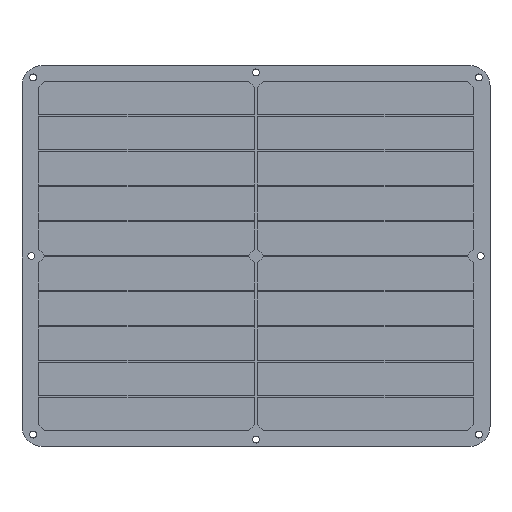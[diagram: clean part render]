
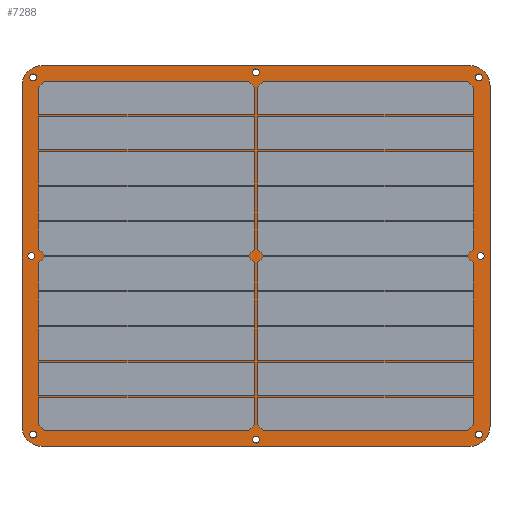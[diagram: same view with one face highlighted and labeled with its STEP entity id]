
A CAD part, top view. The second image highlights one B-rep face of the part: STEP entity #7288.
In plain terms, the highlighted planar face has unit normal (0, 0, 1).
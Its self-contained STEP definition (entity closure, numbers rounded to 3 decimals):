
#608=FACE_BOUND('',#1405,.T.);
#609=FACE_BOUND('',#1406,.T.);
#610=FACE_BOUND('',#1407,.T.);
#611=FACE_BOUND('',#1408,.T.);
#612=FACE_BOUND('',#1409,.T.);
#613=FACE_BOUND('',#1410,.T.);
#614=FACE_BOUND('',#1411,.T.);
#615=FACE_BOUND('',#1412,.T.);
#665=PLANE('',#7955);
#943=FACE_OUTER_BOUND('',#1404,.T.);
#1404=EDGE_LOOP('',(#5178,#5179,#5180,#5181,#5182,#5183,#5184,#5185));
#1405=EDGE_LOOP('',(#5186));
#1406=EDGE_LOOP('',(#5187));
#1407=EDGE_LOOP('',(#5188));
#1408=EDGE_LOOP('',(#5189));
#1409=EDGE_LOOP('',(#5190));
#1410=EDGE_LOOP('',(#5191));
#1411=EDGE_LOOP('',(#5192));
#1412=EDGE_LOOP('',(#5193));
#1912=LINE('',#11073,#2503);
#1916=LINE('',#11085,#2507);
#1920=LINE('',#11097,#2511);
#1924=LINE('',#11108,#2515);
#2503=VECTOR('',#8819,10.);
#2507=VECTOR('',#8831,10.);
#2511=VECTOR('',#8843,10.);
#2515=VECTOR('',#8855,10.);
#3085=CIRCLE('',#7917,2.);
#3087=CIRCLE('',#7920,2.);
#3089=CIRCLE('',#7923,2.);
#3091=CIRCLE('',#7926,2.);
#3093=CIRCLE('',#7929,2.);
#3095=CIRCLE('',#7932,2.);
#3097=CIRCLE('',#7935,2.);
#3099=CIRCLE('',#7938,2.);
#3100=CIRCLE('',#7940,11.7);
#3102=CIRCLE('',#7944,11.7);
#3104=CIRCLE('',#7948,11.7);
#3106=CIRCLE('',#7952,11.7);
#3451=VERTEX_POINT('',#11017);
#3453=VERTEX_POINT('',#11023);
#3455=VERTEX_POINT('',#11029);
#3457=VERTEX_POINT('',#11035);
#3459=VERTEX_POINT('',#11041);
#3461=VERTEX_POINT('',#11047);
#3463=VERTEX_POINT('',#11053);
#3465=VERTEX_POINT('',#11059);
#3466=VERTEX_POINT('',#11063);
#3467=VERTEX_POINT('',#11064);
#3470=VERTEX_POINT('',#11072);
#3472=VERTEX_POINT('',#11078);
#3474=VERTEX_POINT('',#11084);
#3476=VERTEX_POINT('',#11090);
#3478=VERTEX_POINT('',#11096);
#3480=VERTEX_POINT('',#11102);
#4097=EDGE_CURVE('',#3451,#3451,#3085,.T.);
#4100=EDGE_CURVE('',#3453,#3453,#3087,.T.);
#4103=EDGE_CURVE('',#3455,#3455,#3089,.T.);
#4106=EDGE_CURVE('',#3457,#3457,#3091,.T.);
#4109=EDGE_CURVE('',#3459,#3459,#3093,.T.);
#4112=EDGE_CURVE('',#3461,#3461,#3095,.T.);
#4115=EDGE_CURVE('',#3463,#3463,#3097,.T.);
#4118=EDGE_CURVE('',#3465,#3465,#3099,.T.);
#4119=EDGE_CURVE('',#3466,#3467,#3100,.T.);
#4123=EDGE_CURVE('',#3467,#3470,#1912,.T.);
#4126=EDGE_CURVE('',#3470,#3472,#3102,.T.);
#4129=EDGE_CURVE('',#3472,#3474,#1916,.T.);
#4132=EDGE_CURVE('',#3474,#3476,#3104,.T.);
#4135=EDGE_CURVE('',#3476,#3478,#1920,.T.);
#4138=EDGE_CURVE('',#3478,#3480,#3106,.T.);
#4141=EDGE_CURVE('',#3480,#3466,#1924,.T.);
#5178=ORIENTED_EDGE('',*,*,#4141,.T.);
#5179=ORIENTED_EDGE('',*,*,#4119,.T.);
#5180=ORIENTED_EDGE('',*,*,#4123,.T.);
#5181=ORIENTED_EDGE('',*,*,#4126,.T.);
#5182=ORIENTED_EDGE('',*,*,#4129,.T.);
#5183=ORIENTED_EDGE('',*,*,#4132,.T.);
#5184=ORIENTED_EDGE('',*,*,#4135,.T.);
#5185=ORIENTED_EDGE('',*,*,#4138,.T.);
#5186=ORIENTED_EDGE('',*,*,#4118,.T.);
#5187=ORIENTED_EDGE('',*,*,#4115,.T.);
#5188=ORIENTED_EDGE('',*,*,#4112,.T.);
#5189=ORIENTED_EDGE('',*,*,#4109,.T.);
#5190=ORIENTED_EDGE('',*,*,#4106,.T.);
#5191=ORIENTED_EDGE('',*,*,#4103,.T.);
#5192=ORIENTED_EDGE('',*,*,#4100,.T.);
#5193=ORIENTED_EDGE('',*,*,#4097,.T.);
#7288=ADVANCED_FACE('',(#943,#608,#609,#610,#611,#612,#613,#614,#615),#665,
 .T.);
#7917=AXIS2_PLACEMENT_3D('',#11019,#8758,#8759);
#7920=AXIS2_PLACEMENT_3D('',#11025,#8765,#8766);
#7923=AXIS2_PLACEMENT_3D('',#11031,#8772,#8773);
#7926=AXIS2_PLACEMENT_3D('',#11037,#8779,#8780);
#7929=AXIS2_PLACEMENT_3D('',#11043,#8786,#8787);
#7932=AXIS2_PLACEMENT_3D('',#11049,#8793,#8794);
#7935=AXIS2_PLACEMENT_3D('',#11055,#8800,#8801);
#7938=AXIS2_PLACEMENT_3D('',#11061,#8807,#8808);
#7940=AXIS2_PLACEMENT_3D('',#11065,#8811,#8812);
#7944=AXIS2_PLACEMENT_3D('',#11079,#8824,#8825);
#7948=AXIS2_PLACEMENT_3D('',#11091,#8836,#8837);
#7952=AXIS2_PLACEMENT_3D('',#11103,#8848,#8849);
#7955=AXIS2_PLACEMENT_3D('',#11110,#8857,#8858);
#8758=DIRECTION('center_axis',(0.,0.,-1.));
#8759=DIRECTION('ref_axis',(-1.,0.,0.));
#8765=DIRECTION('center_axis',(0.,0.,-1.));
#8766=DIRECTION('ref_axis',(-1.,0.,0.));
#8772=DIRECTION('center_axis',(0.,0.,-1.));
#8773=DIRECTION('ref_axis',(-1.,0.,0.));
#8779=DIRECTION('center_axis',(0.,0.,-1.));
#8780=DIRECTION('ref_axis',(-1.,0.,0.));
#8786=DIRECTION('center_axis',(0.,0.,-1.));
#8787=DIRECTION('ref_axis',(-1.,0.,0.));
#8793=DIRECTION('center_axis',(0.,0.,-1.));
#8794=DIRECTION('ref_axis',(-1.,0.,0.));
#8800=DIRECTION('center_axis',(0.,0.,-1.));
#8801=DIRECTION('ref_axis',(-1.,0.,0.));
#8807=DIRECTION('center_axis',(0.,0.,-1.));
#8808=DIRECTION('ref_axis',(-1.,0.,0.));
#8811=DIRECTION('center_axis',(0.,0.,1.));
#8812=DIRECTION('ref_axis',(1.,0.,0.));
#8819=DIRECTION('',(-1.,0.,0.));
#8824=DIRECTION('center_axis',(0.,0.,1.));
#8825=DIRECTION('ref_axis',(0.,1.,0.));
#8831=DIRECTION('',(0.,-1.,0.));
#8836=DIRECTION('center_axis',(0.,0.,1.));
#8837=DIRECTION('ref_axis',(-1.,0.,0.));
#8843=DIRECTION('',(1.,0.,0.));
#8848=DIRECTION('center_axis',(0.,0.,1.));
#8849=DIRECTION('ref_axis',(0.,-1.,0.));
#8855=DIRECTION('',(0.,1.,0.));
#8857=DIRECTION('center_axis',(0.,0.,1.));
#8858=DIRECTION('ref_axis',(1.,0.,0.));
#11017=CARTESIAN_POINT('',(131.35,-103.6,0.));
#11019=CARTESIAN_POINT('Origin',(129.35,-103.6,0.));
#11023=CARTESIAN_POINT('',(-127.35,-103.6,0.));
#11025=CARTESIAN_POINT('Origin',(-129.35,-103.6,0.));
#11029=CARTESIAN_POINT('',(131.35,103.6,0.));
#11031=CARTESIAN_POINT('Origin',(129.35,103.6,0.));
#11035=CARTESIAN_POINT('',(-127.35,103.6,0.));
#11037=CARTESIAN_POINT('Origin',(-129.35,103.6,0.));
#11041=CARTESIAN_POINT('',(-128.35,0.,0.));
#11043=CARTESIAN_POINT('Origin',(-130.35,0.,0.));
#11047=CARTESIAN_POINT('',(2.,106.5,0.));
#11049=CARTESIAN_POINT('Origin',(0.,106.5,0.));
#11053=CARTESIAN_POINT('',(2.,-106.5,0.));
#11055=CARTESIAN_POINT('Origin',(0.,-106.5,0.));
#11059=CARTESIAN_POINT('',(132.35,0.,0.));
#11061=CARTESIAN_POINT('Origin',(130.35,0.,0.));
#11063=CARTESIAN_POINT('',(135.75,98.8,0.));
#11064=CARTESIAN_POINT('',(124.05,110.5,0.));
#11065=CARTESIAN_POINT('Origin',(124.05,98.8,0.));
#11072=CARTESIAN_POINT('',(-124.05,110.5,0.));
#11073=CARTESIAN_POINT('',(124.05,110.5,0.));
#11078=CARTESIAN_POINT('',(-135.75,98.8,0.));
#11079=CARTESIAN_POINT('Origin',(-124.05,98.8,0.));
#11084=CARTESIAN_POINT('',(-135.75,-98.8,0.));
#11085=CARTESIAN_POINT('',(-135.75,98.8,0.));
#11090=CARTESIAN_POINT('',(-124.05,-110.5,0.));
#11091=CARTESIAN_POINT('Origin',(-124.05,-98.8,0.));
#11096=CARTESIAN_POINT('',(124.05,-110.5,0.));
#11097=CARTESIAN_POINT('',(-124.05,-110.5,0.));
#11102=CARTESIAN_POINT('',(135.75,-98.8,0.));
#11103=CARTESIAN_POINT('Origin',(124.05,-98.8,0.));
#11108=CARTESIAN_POINT('',(135.75,-98.8,0.));
#11110=CARTESIAN_POINT('Origin',(0.,0.,0.));
